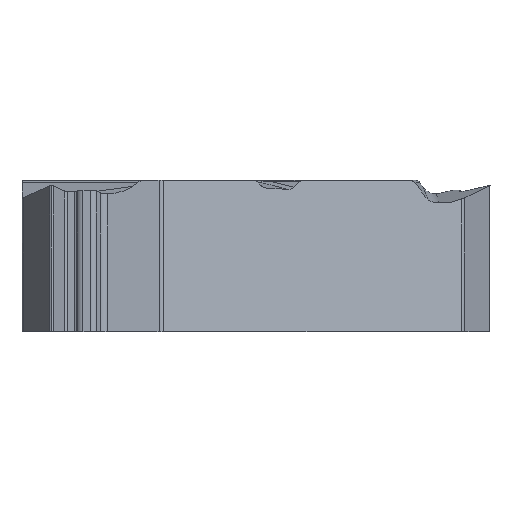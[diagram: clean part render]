
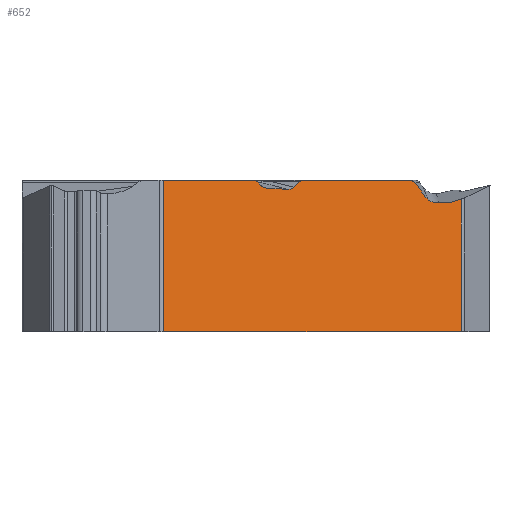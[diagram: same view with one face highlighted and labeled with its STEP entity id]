
A CAD part, front view. The second image highlights one B-rep face of the part: STEP entity #652.
In plain terms, the highlighted planar face has unit normal (0.5, -0.866, 0).
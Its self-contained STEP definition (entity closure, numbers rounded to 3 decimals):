
#63=PLANE('',#2223);
#120=ELLIPSE('',#2218,0.338,0.32);
#121=ELLIPSE('',#2219,0.392,0.32);
#122=ELLIPSE('',#2220,0.177,0.15);
#123=ELLIPSE('',#2221,0.167,0.15);
#124=ELLIPSE('',#2222,0.15,0.15);
#165=FACE_OUTER_BOUND('',#828,.T.);
#309=LINE('',#3718,#495);
#310=LINE('',#3722,#496);
#311=LINE('',#3724,#497);
#312=LINE('',#3726,#498);
#313=LINE('',#3730,#499);
#314=LINE('',#3734,#500);
#315=LINE('',#3738,#501);
#316=LINE('',#3742,#502);
#317=LINE('',#3755,#503);
#318=LINE('',#3771,#504);
#319=LINE('',#3775,#505);
#495=VECTOR('',#2540,1.);
#496=VECTOR('',#2545,1.);
#497=VECTOR('',#2546,1.);
#498=VECTOR('',#2547,1.);
#499=VECTOR('',#2550,1.);
#500=VECTOR('',#2553,1.);
#501=VECTOR('',#2556,1.);
#502=VECTOR('',#2559,1.);
#503=VECTOR('',#2560,1.);
#504=VECTOR('',#2561,1.);
#505=VECTOR('',#2564,1.);
#652=ADVANCED_FACE('',(#165),#63,.F.);
#828=EDGE_LOOP('',(#1040,#1041,#1042,#1043,#1044,#1045,#1046,#1047,#1048,
#1049,#1050,#1051,#1052,#1053,#1054,#1055,#1056,#1057));
#1040=ORIENTED_EDGE('',*,*,#1838,.F.);
#1041=ORIENTED_EDGE('',*,*,#1839,.T.);
#1042=ORIENTED_EDGE('',*,*,#1840,.T.);
#1043=ORIENTED_EDGE('',*,*,#1841,.T.);
#1044=ORIENTED_EDGE('',*,*,#1842,.F.);
#1045=ORIENTED_EDGE('',*,*,#1843,.T.);
#1046=ORIENTED_EDGE('',*,*,#1844,.T.);
#1047=ORIENTED_EDGE('',*,*,#1845,.F.);
#1048=ORIENTED_EDGE('',*,*,#1846,.F.);
#1049=ORIENTED_EDGE('',*,*,#1847,.F.);
#1050=ORIENTED_EDGE('',*,*,#1848,.T.);
#1051=ORIENTED_EDGE('',*,*,#1849,.T.);
#1052=ORIENTED_EDGE('',*,*,#1850,.T.);
#1053=ORIENTED_EDGE('',*,*,#1851,.T.);
#1054=ORIENTED_EDGE('',*,*,#1852,.T.);
#1055=ORIENTED_EDGE('',*,*,#1853,.F.);
#1056=ORIENTED_EDGE('',*,*,#1854,.F.);
#1057=ORIENTED_EDGE('',*,*,#1836,.T.);
#1618=VERTEX_POINT('',#3717);
#1619=VERTEX_POINT('',#3719);
#1620=VERTEX_POINT('',#3723);
#1621=VERTEX_POINT('',#3725);
#1622=VERTEX_POINT('',#3727);
#1623=VERTEX_POINT('',#3729);
#1624=VERTEX_POINT('',#3731);
#1625=VERTEX_POINT('',#3733);
#1626=VERTEX_POINT('',#3735);
#1627=VERTEX_POINT('',#3737);
#1628=VERTEX_POINT('',#3739);
#1629=VERTEX_POINT('',#3741);
#1630=VERTEX_POINT('',#3743);
#1631=VERTEX_POINT('',#3754);
#1632=VERTEX_POINT('',#3756);
#1633=VERTEX_POINT('',#3770);
#1634=VERTEX_POINT('',#3772);
#1635=VERTEX_POINT('',#3774);
#1836=EDGE_CURVE('',#1619,#1618,#309,.T.);
#1838=EDGE_CURVE('',#1620,#1618,#310,.T.);
#1839=EDGE_CURVE('',#1620,#1621,#311,.T.);
#1840=EDGE_CURVE('',#1621,#1622,#312,.T.);
#1841=EDGE_CURVE('',#1622,#1623,#120,.T.);
#1842=EDGE_CURVE('',#1624,#1623,#313,.T.);
#1843=EDGE_CURVE('',#1624,#1625,#121,.T.);
#1844=EDGE_CURVE('',#1625,#1626,#314,.T.);
#1845=EDGE_CURVE('',#1627,#1626,#122,.T.);
#1846=EDGE_CURVE('',#1628,#1627,#315,.T.);
#1847=EDGE_CURVE('',#1629,#1628,#123,.T.);
#1848=EDGE_CURVE('',#1629,#1630,#316,.T.);
#1849=EDGE_CURVE('',#1630,#1631,#2125,.T.);
#1850=EDGE_CURVE('',#1631,#1632,#317,.T.);
#1851=EDGE_CURVE('',#1632,#1633,#2126,.T.);
#1852=EDGE_CURVE('',#1633,#1634,#318,.T.);
#1853=EDGE_CURVE('',#1635,#1634,#124,.T.);
#1854=EDGE_CURVE('',#1619,#1635,#319,.T.);
#2125=B_SPLINE_CURVE_WITH_KNOTS('',3,(#3744,#3745,#3746,#3747,#3748,#3749,
#3750,#3751,#3752,#3753),.UNSPECIFIED.,.F.,.F.,(4,3,3,4),(0.,0.474,
0.706,1.),.UNSPECIFIED.);
#2126=B_SPLINE_CURVE_WITH_KNOTS('',3,(#3757,#3758,#3759,#3760,#3761,#3762,
#3763,#3764,#3765,#3766,#3767,#3768,#3769),.UNSPECIFIED.,.F.,.F.,(4,3,3,
3,4),(0.,0.25,0.499,0.746,1.),
 .UNSPECIFIED.);
#2218=AXIS2_PLACEMENT_3D('',#3728,#2548,#2549);
#2219=AXIS2_PLACEMENT_3D('',#3732,#2551,#2552);
#2220=AXIS2_PLACEMENT_3D('',#3736,#2554,#2555);
#2221=AXIS2_PLACEMENT_3D('',#3740,#2557,#2558);
#2222=AXIS2_PLACEMENT_3D('',#3773,#2562,#2563);
#2223=AXIS2_PLACEMENT_3D('',#3776,#2565,#2566);
#2540=DIRECTION('',(0.,0.,-1.));
#2545=DIRECTION('',(-0.866,-0.5,0.));
#2546=DIRECTION('',(0.,0.,1.));
#2547=DIRECTION('',(-0.837,-0.483,-0.259));
#2548=DIRECTION('',(-0.5,0.866,0.));
#2549=DIRECTION('',(-0.837,-0.483,-0.259));
#2550=DIRECTION('',(0.866,0.5,0.));
#2551=DIRECTION('',(-0.5,0.866,0.));
#2552=DIRECTION('',(-0.859,-0.496,0.124));
#2553=DIRECTION('',(-0.563,-0.325,0.759));
#2554=DIRECTION('',(-0.5,0.866,0.));
#2555=DIRECTION('',(0.866,0.5,0.));
#2556=DIRECTION('',(0.866,0.5,0.));
#2557=DIRECTION('',(-0.5,0.866,0.));
#2558=DIRECTION('',(-0.866,-0.5,0.));
#2559=DIRECTION('',(-0.687,-0.397,-0.608));
#2560=DIRECTION('',(-0.865,-0.499,0.049));
#2561=DIRECTION('',(-0.656,-0.378,0.653));
#2562=DIRECTION('',(-0.5,0.866,0.));
#2563=DIRECTION('',(0.866,0.5,0.));
#2564=DIRECTION('',(0.866,0.5,0.));
#2565=DIRECTION('',(-0.5,0.866,0.));
#2566=DIRECTION('',(-0.866,-0.5,0.));
#3717=CARTESIAN_POINT('',(-0.911,-6.025,-3.97));
#3718=CARTESIAN_POINT('',(-0.911,-6.025,0.));
#3719=CARTESIAN_POINT('',(-0.911,-6.025,0.14));
#3722=CARTESIAN_POINT('',(8.733,-0.457,-3.97));
#3723=CARTESIAN_POINT('',(7.189,-1.349,-3.97));
#3724=CARTESIAN_POINT('',(7.189,-1.349,0.));
#3725=CARTESIAN_POINT('',(7.189,-1.349,-0.361));
#3726=CARTESIAN_POINT('',(-3.145,-7.315,-3.559));
#3727=CARTESIAN_POINT('',(6.909,-1.51,-0.448));
#3728=CARTESIAN_POINT('',(6.838,-1.552,-0.139));
#3729=CARTESIAN_POINT('',(6.83,-1.556,-0.46));
#3730=CARTESIAN_POINT('',(-3.971,-7.792,-0.46));
#3731=CARTESIAN_POINT('',(6.508,-1.742,-0.46));
#3732=CARTESIAN_POINT('',(6.491,-1.752,-0.139));
#3733=CARTESIAN_POINT('',(6.218,-1.91,-0.315));
#3734=CARTESIAN_POINT('',(1.77,-4.477,5.679));
#3735=CARTESIAN_POINT('',(5.926,-2.078,0.078));
#3736=CARTESIAN_POINT('',(5.802,-2.149,-0.01));
#3737=CARTESIAN_POINT('',(5.802,-2.149,0.14));
#3738=CARTESIAN_POINT('',(-3.971,-7.792,0.14));
#3739=CARTESIAN_POINT('',(2.884,-3.834,0.14));
#3740=CARTESIAN_POINT('',(2.884,-3.834,-0.01));
#3741=CARTESIAN_POINT('',(2.79,-3.888,0.104));
#3742=CARTESIAN_POINT('',(-1.514,-6.373,-3.703));
#3743=CARTESIAN_POINT('',(2.626,-3.983,-0.041));
#3744=CARTESIAN_POINT('',(2.626,-3.983,-0.041));
#3745=CARTESIAN_POINT('',(2.603,-3.996,-0.061));
#3746=CARTESIAN_POINT('',(2.577,-4.011,-0.077));
#3747=CARTESIAN_POINT('',(2.55,-4.027,-0.087));
#3748=CARTESIAN_POINT('',(2.536,-4.035,-0.092));
#3749=CARTESIAN_POINT('',(2.522,-4.043,-0.096));
#3750=CARTESIAN_POINT('',(2.508,-4.051,-0.098));
#3751=CARTESIAN_POINT('',(2.49,-4.061,-0.102));
#3752=CARTESIAN_POINT('',(2.472,-4.072,-0.103));
#3753=CARTESIAN_POINT('',(2.454,-4.082,-0.102));
#3754=CARTESIAN_POINT('',(2.454,-4.082,-0.102));
#3755=CARTESIAN_POINT('',(8.714,-0.468,-0.453));
#3756=CARTESIAN_POINT('',(1.894,-4.406,-0.07));
#3757=CARTESIAN_POINT('',(1.894,-4.406,-0.07));
#3758=CARTESIAN_POINT('',(1.878,-4.415,-0.069));
#3759=CARTESIAN_POINT('',(1.863,-4.424,-0.067));
#3760=CARTESIAN_POINT('',(1.847,-4.433,-0.063));
#3761=CARTESIAN_POINT('',(1.832,-4.442,-0.059));
#3762=CARTESIAN_POINT('',(1.817,-4.45,-0.054));
#3763=CARTESIAN_POINT('',(1.802,-4.459,-0.047));
#3764=CARTESIAN_POINT('',(1.788,-4.467,-0.04));
#3765=CARTESIAN_POINT('',(1.774,-4.475,-0.032));
#3766=CARTESIAN_POINT('',(1.761,-4.483,-0.023));
#3767=CARTESIAN_POINT('',(1.747,-4.491,-0.013));
#3768=CARTESIAN_POINT('',(1.734,-4.498,-0.002));
#3769=CARTESIAN_POINT('',(1.722,-4.505,0.01));
#3770=CARTESIAN_POINT('',(1.722,-4.505,0.01));
#3771=CARTESIAN_POINT('',(5.744,-2.183,-3.999));
#3772=CARTESIAN_POINT('',(1.628,-4.559,0.104));
#3773=CARTESIAN_POINT('',(1.543,-4.608,-0.01));
#3774=CARTESIAN_POINT('',(1.543,-4.608,0.14));
#3775=CARTESIAN_POINT('',(8.733,-0.457,0.14));
#3776=CARTESIAN_POINT('',(8.733,-0.457,0.));
